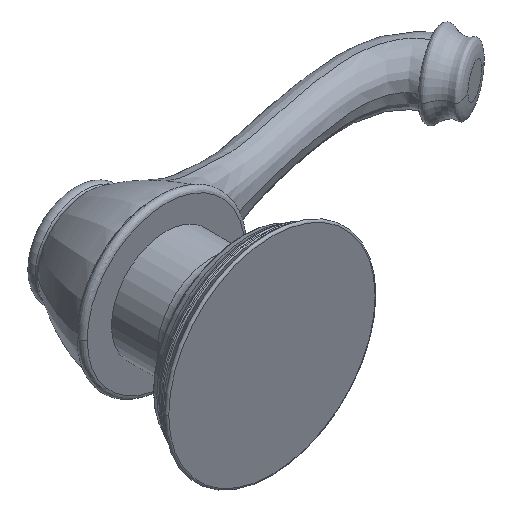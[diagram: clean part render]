
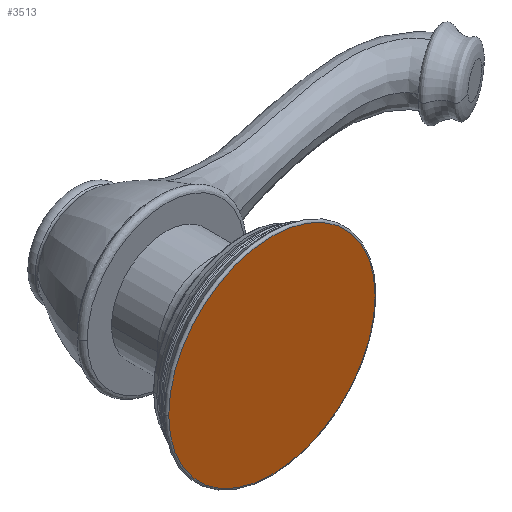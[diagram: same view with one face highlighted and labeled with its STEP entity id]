
A CAD part, isometric view. The second image highlights one B-rep face of the part: STEP entity #3513.
In plain terms, the highlighted planar face has unit normal (0, -1, 0).
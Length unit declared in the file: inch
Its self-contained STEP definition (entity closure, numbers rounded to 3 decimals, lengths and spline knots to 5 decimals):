
#762=CARTESIAN_POINT('',(0.,0.,0.));
#763=DIRECTION('',(0.,1.,0.));
#764=DIRECTION('',(-1.,0.,0.));
#765=AXIS2_PLACEMENT_3D('',#762,#763,#764);
#772=CARTESIAN_POINT('',(0.,0.,0.));
#773=DIRECTION('',(0.,1.,0.));
#774=DIRECTION('',(1.,0.,0.));
#775=AXIS2_PLACEMENT_3D('',#772,#773,#774);
#831=CARTESIAN_POINT('',(-1.14544,0.,0.));
#832=CARTESIAN_POINT('',(1.14544,0.,0.));
#833=VERTEX_POINT('',#831);
#834=VERTEX_POINT('',#832);
#3503=CARTESIAN_POINT('',(0.,0.,0.));
#3504=DIRECTION('',(0.,-1.,0.));
#3505=DIRECTION('',(1.,0.,0.));
#3506=AXIS2_PLACEMENT_3D('',#3503,#3504,#3505);
#3507=PLANE('',#3506);
#3508=ORIENTED_EDGE('',*,*,#3493,.T.);
#3510=ORIENTED_EDGE('',*,*,#3509,.T.);
#3511=EDGE_LOOP('',(#3508,#3510));
#3512=FACE_OUTER_BOUND('',#3511,.F.);
#3513=ADVANCED_FACE('',(#3512),#3507,.T.);
#766=CIRCLE('',#765,1.14544);
#776=CIRCLE('',#775,1.14544);
#3493=EDGE_CURVE('',#833,#834,#766,.T.);
#3509=EDGE_CURVE('',#834,#833,#776,.T.);
